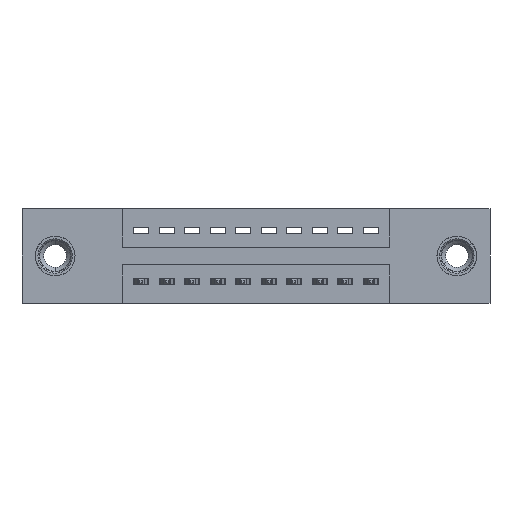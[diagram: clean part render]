
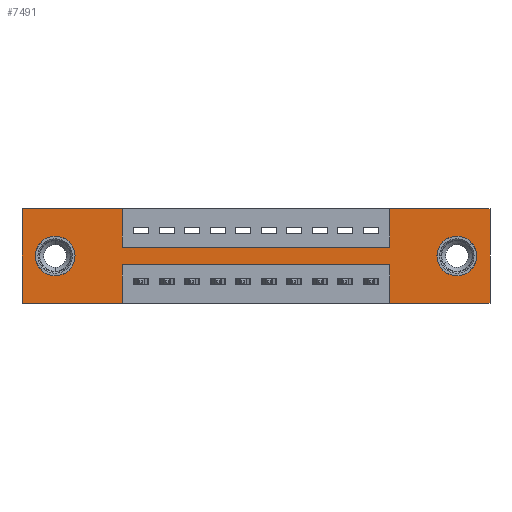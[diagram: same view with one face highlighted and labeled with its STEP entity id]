
A CAD part, front view. The second image highlights one B-rep face of the part: STEP entity #7491.
In plain terms, the highlighted planar face has unit normal (0, -1, 0).
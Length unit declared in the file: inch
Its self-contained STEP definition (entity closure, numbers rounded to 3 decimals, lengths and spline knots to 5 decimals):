
#40 = DIRECTION ( 'NONE',  ( 1., 0., 0. ) ) ;
#75 = DIRECTION ( 'NONE',  ( 0., 0., -1. ) ) ;
#83 = CARTESIAN_POINT ( 'NONE',  ( 0., 0., 0. ) ) ;
#310 = DIRECTION ( 'NONE',  ( -1., 0., 0. ) ) ;
#344 = LINE ( 'NONE', #12255, #10771 ) ;
#582 = CIRCLE ( 'NONE', #5941, 0.078 ) ;
#590 = CARTESIAN_POINT ( 'NONE',  ( 1.4425, 0., 0. ) ) ;
#616 = CARTESIAN_POINT ( 'NONE',  ( 0.3925, 0., -0.15 ) ) ;
#706 = LINE ( 'NONE', #83, #9705 ) ;
#746 = EDGE_CURVE ( 'NONE', #11857, #3323, #582, .T. ) ;
#868 = LINE ( 'NONE', #1108, #11302 ) ;
#971 = VECTOR ( 'NONE', #1619, 39.37008 ) ;
#1048 = VECTOR ( 'NONE', #310, 39.37008 ) ;
#1051 = VERTEX_POINT ( 'NONE', #11093 ) ;
#1108 = CARTESIAN_POINT ( 'NONE',  ( 0., 0., 0. ) ) ;
#1397 = ORIENTED_EDGE ( 'NONE', *, *, #10849, .F. ) ;
#1619 = DIRECTION ( 'NONE',  ( 0., 0., 1. ) ) ;
#1675 = LINE ( 'NONE', #10090, #8778 ) ;
#1698 = FACE_OUTER_BOUND ( 'NONE', #4906, .T. ) ;
#1820 = CARTESIAN_POINT ( 'NONE',  ( 0.3925, 0., -0.15 ) ) ;
#1883 = EDGE_CURVE ( 'NONE', #12489, #1051, #12247, .T. ) ;
#1977 = EDGE_CURVE ( 'NONE', #12975, #6244, #4707, .T. ) ;
#2066 = CARTESIAN_POINT ( 'NONE',  ( 1.4425, 0., -0.15 ) ) ;
#2204 = DIRECTION ( 'NONE',  ( 0., -1., 0. ) ) ;
#2411 = ORIENTED_EDGE ( 'NONE', *, *, #1883, .F. ) ;
#2723 = LINE ( 'NONE', #5812, #971 ) ;
#2769 = DIRECTION ( 'NONE',  ( 0., 1., 0. ) ) ;
#2864 = EDGE_CURVE ( 'NONE', #6244, #12975, #8441, .T. ) ;
#2951 = DIRECTION ( 'NONE',  ( 0., 0., 1. ) ) ;
#2957 = VECTOR ( 'NONE', #10024, 39.37008 ) ;
#3031 = CARTESIAN_POINT ( 'NONE',  ( 0., 0., -0.37 ) ) ;
#3137 = AXIS2_PLACEMENT_3D ( 'NONE', #6691, #10480, #4662 ) ;
#3323 = VERTEX_POINT ( 'NONE', #7262 ) ;
#3375 = DIRECTION ( 'NONE',  ( 0., 0., 1. ) ) ;
#3417 = AXIS2_PLACEMENT_3D ( 'NONE', #11372, #9388, #3375 ) ;
#3783 = ORIENTED_EDGE ( 'NONE', *, *, #1977, .T. ) ;
#4243 = ORIENTED_EDGE ( 'NONE', *, *, #6128, .F. ) ;
#4469 = VERTEX_POINT ( 'NONE', #4918 ) ;
#4514 = CARTESIAN_POINT ( 'NONE',  ( 0.3925, 0., -0.22 ) ) ;
#4599 = ORIENTED_EDGE ( 'NONE', *, *, #8709, .F. ) ;
#4662 = DIRECTION ( 'NONE',  ( 0., 0., -1. ) ) ;
#4707 = CIRCLE ( 'NONE', #10373, 0.078 ) ;
#4906 = EDGE_LOOP ( 'NONE', ( #4243, #6504, #7934, #11013, #2411, #1397, #6570, #9494, #4599, #11367, #9180, #6814 ) ) ;
#4918 = CARTESIAN_POINT ( 'NONE',  ( 1.4425, 0., -0.37 ) ) ;
#4980 = DIRECTION ( 'NONE',  ( 0., 0., -1. ) ) ;
#5232 = CARTESIAN_POINT ( 'NONE',  ( 1.835, 0., 0. ) ) ;
#5402 = EDGE_LOOP ( 'NONE', ( #12532, #5447 ) ) ;
#5417 = EDGE_CURVE ( 'NONE', #6867, #9960, #11100, .T. ) ;
#5434 = VECTOR ( 'NONE', #75, 39.37008 ) ;
#5447 = ORIENTED_EDGE ( 'NONE', *, *, #12757, .T. ) ;
#5633 = DIRECTION ( 'NONE',  ( 0., 0., 1. ) ) ;
#5811 = DIRECTION ( 'NONE',  ( -1., 0., 0. ) ) ;
#5812 = CARTESIAN_POINT ( 'NONE',  ( 0., 0., 0. ) ) ;
#5913 = DIRECTION ( 'NONE',  ( 0., 1., 0. ) ) ;
#5939 = CARTESIAN_POINT ( 'NONE',  ( 1.705, 0., -0.185 ) ) ;
#5941 = AXIS2_PLACEMENT_3D ( 'NONE', #10467, #5913, #8810 ) ;
#5999 = CARTESIAN_POINT ( 'NONE',  ( 0., 0., -0.37 ) ) ;
#6128 = EDGE_CURVE ( 'NONE', #8440, #6867, #10748, .T. ) ;
#6244 = VERTEX_POINT ( 'NONE', #12765 ) ;
#6259 = CARTESIAN_POINT ( 'NONE',  ( 0., 0., -0.37 ) ) ;
#6504 = ORIENTED_EDGE ( 'NONE', *, *, #12802, .F. ) ;
#6570 = ORIENTED_EDGE ( 'NONE', *, *, #13008, .F. ) ;
#6594 = CARTESIAN_POINT ( 'NONE',  ( 0., 0., 0. ) ) ;
#6691 = CARTESIAN_POINT ( 'NONE',  ( 1.705, 0., -0.185 ) ) ;
#6814 = ORIENTED_EDGE ( 'NONE', *, *, #5417, .F. ) ;
#6867 = VERTEX_POINT ( 'NONE', #7335 ) ;
#6894 = CARTESIAN_POINT ( 'NONE',  ( 1.4425, 0., -0.37 ) ) ;
#7262 = CARTESIAN_POINT ( 'NONE',  ( 0.13, 0., -0.263 ) ) ;
#7266 = VERTEX_POINT ( 'NONE', #11905 ) ;
#7335 = CARTESIAN_POINT ( 'NONE',  ( 0.3925, 0., -0.37 ) ) ;
#7432 = DIRECTION ( 'NONE',  ( 0., 0., -1. ) ) ;
#7491 = ADVANCED_FACE ( 'NONE', ( #9114, #11971, #1698 ), #8340, .T. ) ;
#7800 = CARTESIAN_POINT ( 'NONE',  ( 0., 0., -0.37 ) ) ;
#7809 = EDGE_CURVE ( 'NONE', #4469, #9024, #10692, .T. ) ;
#7934 = ORIENTED_EDGE ( 'NONE', *, *, #7809, .F. ) ;
#8036 = VERTEX_POINT ( 'NONE', #616 ) ;
#8340 = PLANE ( 'NONE',  #10179 ) ;
#8440 = VERTEX_POINT ( 'NONE', #4514 ) ;
#8441 = CIRCLE ( 'NONE', #3137, 0.078 ) ;
#8621 = VECTOR ( 'NONE', #10736, 39.37008 ) ;
#8709 = EDGE_CURVE ( 'NONE', #8812, #8036, #1675, .T. ) ;
#8752 = CARTESIAN_POINT ( 'NONE',  ( 1.4425, 0., -0.22 ) ) ;
#8778 = VECTOR ( 'NONE', #4980, 39.37008 ) ;
#8810 = DIRECTION ( 'NONE',  ( 0., 0., 1. ) ) ;
#8812 = VERTEX_POINT ( 'NONE', #12249 ) ;
#8870 = VECTOR ( 'NONE', #5811, 39.37008 ) ;
#8994 = VERTEX_POINT ( 'NONE', #6594 ) ;
#9024 = VERTEX_POINT ( 'NONE', #8752 ) ;
#9031 = EDGE_CURVE ( 'NONE', #8036, #11192, #10351, .T. ) ;
#9114 = FACE_BOUND ( 'NONE', #10152, .T. ) ;
#9180 = ORIENTED_EDGE ( 'NONE', *, *, #12947, .F. ) ;
#9388 = DIRECTION ( 'NONE',  ( 0., 1., 0. ) ) ;
#9494 = ORIENTED_EDGE ( 'NONE', *, *, #9031, .F. ) ;
#9583 = EDGE_CURVE ( 'NONE', #8994, #8812, #868, .T. ) ;
#9642 = CIRCLE ( 'NONE', #3417, 0.078 ) ;
#9705 = VECTOR ( 'NONE', #40, 39.37008 ) ;
#9712 = CARTESIAN_POINT ( 'NONE',  ( 1.835, 0., 0. ) ) ;
#9960 = VERTEX_POINT ( 'NONE', #7800 ) ;
#10024 = DIRECTION ( 'NONE',  ( 1., 0., 0. ) ) ;
#10090 = CARTESIAN_POINT ( 'NONE',  ( 0.3925, 0., 0. ) ) ;
#10152 = EDGE_LOOP ( 'NONE', ( #3783, #11700 ) ) ;
#10179 = AXIS2_PLACEMENT_3D ( 'NONE', #6259, #2204, #7432 ) ;
#10351 = LINE ( 'NONE', #1820, #2957 ) ;
#10373 = AXIS2_PLACEMENT_3D ( 'NONE', #5939, #2769, #10960 ) ;
#10422 = VECTOR ( 'NONE', #5633, 39.37008 ) ;
#10467 = CARTESIAN_POINT ( 'NONE',  ( 0.13, 0., -0.185 ) ) ;
#10480 = DIRECTION ( 'NONE',  ( 0., 1., 0. ) ) ;
#10486 = EDGE_CURVE ( 'NONE', #1051, #4469, #12093, .T. ) ;
#10500 = CARTESIAN_POINT ( 'NONE',  ( 0.13, 0., -0.107 ) ) ;
#10692 = LINE ( 'NONE', #6894, #11019 ) ;
#10736 = DIRECTION ( 'NONE',  ( 0., 0., -1. ) ) ;
#10748 = LINE ( 'NONE', #12171, #5434 ) ;
#10771 = VECTOR ( 'NONE', #12297, 39.37008 ) ;
#10849 = EDGE_CURVE ( 'NONE', #7266, #12489, #706, .T. ) ;
#10944 = DIRECTION ( 'NONE',  ( 1., 0., 0. ) ) ;
#10960 = DIRECTION ( 'NONE',  ( 0., 0., -1. ) ) ;
#11013 = ORIENTED_EDGE ( 'NONE', *, *, #10486, .F. ) ;
#11019 = VECTOR ( 'NONE', #2951, 39.37008 ) ;
#11093 = CARTESIAN_POINT ( 'NONE',  ( 1.835, 0., -0.37 ) ) ;
#11100 = LINE ( 'NONE', #5999, #8870 ) ;
#11192 = VERTEX_POINT ( 'NONE', #2066 ) ;
#11302 = VECTOR ( 'NONE', #10944, 39.37008 ) ;
#11367 = ORIENTED_EDGE ( 'NONE', *, *, #9583, .F. ) ;
#11372 = CARTESIAN_POINT ( 'NONE',  ( 0.13, 0., -0.185 ) ) ;
#11700 = ORIENTED_EDGE ( 'NONE', *, *, #2864, .T. ) ;
#11857 = VERTEX_POINT ( 'NONE', #10500 ) ;
#11905 = CARTESIAN_POINT ( 'NONE',  ( 1.4425, 0., 0. ) ) ;
#11971 = FACE_BOUND ( 'NONE', #5402, .T. ) ;
#12093 = LINE ( 'NONE', #3031, #1048 ) ;
#12171 = CARTESIAN_POINT ( 'NONE',  ( 0.3925, 0., -0.37 ) ) ;
#12247 = LINE ( 'NONE', #9712, #8621 ) ;
#12249 = CARTESIAN_POINT ( 'NONE',  ( 0.3925, 0., 0. ) ) ;
#12255 = CARTESIAN_POINT ( 'NONE',  ( 0.3925, 0., -0.22 ) ) ;
#12297 = DIRECTION ( 'NONE',  ( -1., 0., 0. ) ) ;
#12489 = VERTEX_POINT ( 'NONE', #5232 ) ;
#12532 = ORIENTED_EDGE ( 'NONE', *, *, #746, .T. ) ;
#12620 = CARTESIAN_POINT ( 'NONE',  ( 1.705, 0., -0.107 ) ) ;
#12757 = EDGE_CURVE ( 'NONE', #3323, #11857, #9642, .T. ) ;
#12765 = CARTESIAN_POINT ( 'NONE',  ( 1.705, 0., -0.263 ) ) ;
#12775 = LINE ( 'NONE', #590, #10422 ) ;
#12802 = EDGE_CURVE ( 'NONE', #9024, #8440, #344, .T. ) ;
#12947 = EDGE_CURVE ( 'NONE', #9960, #8994, #2723, .T. ) ;
#12975 = VERTEX_POINT ( 'NONE', #12620 ) ;
#13008 = EDGE_CURVE ( 'NONE', #11192, #7266, #12775, .T. ) ;
